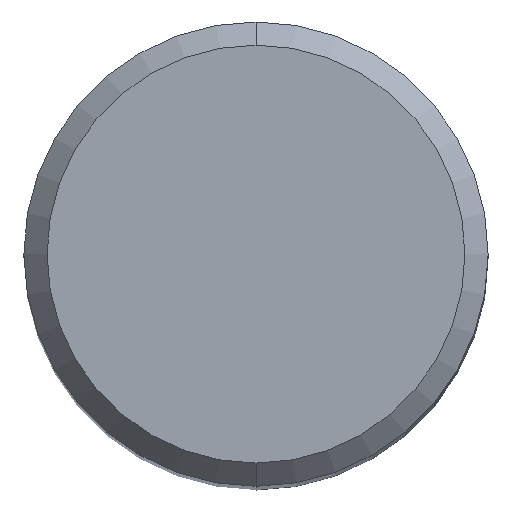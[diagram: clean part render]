
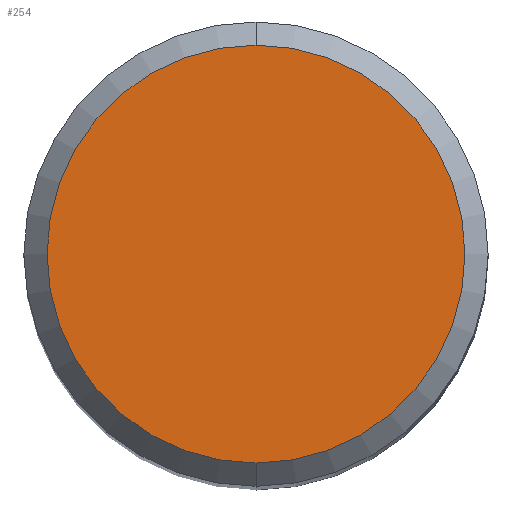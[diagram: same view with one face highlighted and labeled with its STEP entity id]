
A CAD part, top view. The second image highlights one B-rep face of the part: STEP entity #254.
In plain terms, the highlighted planar face has unit normal (0, 0, 1).
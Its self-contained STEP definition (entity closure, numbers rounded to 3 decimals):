
#254=ADVANCED_FACE('',(#653),#654,.T.);
#364=VERTEX_POINT('',#776);
#484=EDGE_CURVE('',#364,#516,#904,.T.);
#516=VERTEX_POINT('',#940);
#574=EDGE_CURVE('',#516,#364,#1009,.T.);
#653=FACE_OUTER_BOUND('',#1117,.T.);
#654=PLANE('',#1118);
#776=CARTESIAN_POINT('',(0.0,4.5,0.0));
#904=CIRCLE('',#1623,4.5);
#940=CARTESIAN_POINT('',(0.,-4.5,0.0));
#1009=CIRCLE('',#1813,4.5);
#1117=EDGE_LOOP('',(#1873,#1874));
#1118=AXIS2_PLACEMENT_3D('',#1875,#1876,#1877);
#1623=AXIS2_PLACEMENT_3D('',#2132,#2133,#2134);
#1813=AXIS2_PLACEMENT_3D('',#2301,#2302,#2303);
#1873=ORIENTED_EDGE('',*,*,#484,.F.);
#1874=ORIENTED_EDGE('',*,*,#574,.F.);
#1875=CARTESIAN_POINT('',(0.0,2.25,0.0));
#1876=DIRECTION('',(-0.0,0.0,1.0));
#1877=DIRECTION('',(0.0,-1.0,0.0));
#2132=CARTESIAN_POINT('',(0.0,0.0,0.0));
#2133=DIRECTION('',(0.0,0.0,-1.0));
#2134=DIRECTION('',(0.0,1.0,0.0));
#2301=CARTESIAN_POINT('',(0.0,0.0,0.0));
#2302=DIRECTION('',(0.0,0.0,-1.0));
#2303=DIRECTION('',(0.0,1.0,0.0));
